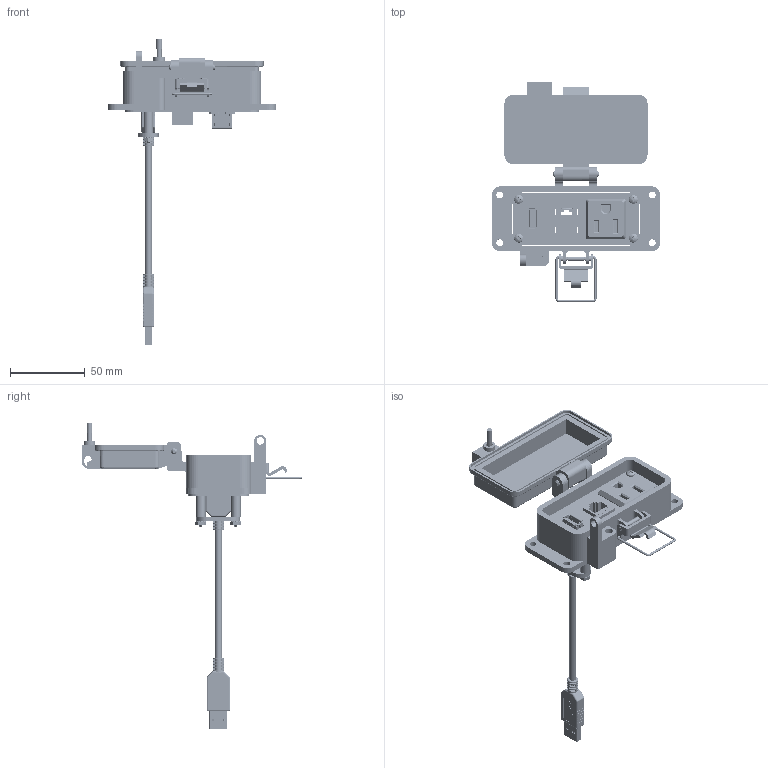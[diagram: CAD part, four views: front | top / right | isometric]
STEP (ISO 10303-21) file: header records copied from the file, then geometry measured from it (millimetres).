
FILE_DESCRIPTION (( 'STEP AP203' ), '1' );
FILE_NAME ('P-P11R2-F3R0-CXXX_3D.STEP', '2021-03-19T13:48:49', ( '' ), ( '' ), 'SwSTEP 2.0', 'SolidWorks 2019', '' );
FILE_SCHEMA (( 'CONFIG_CONTROL_DESIGN' ));
Length unit declared in the file: millimetre
Products named in the file (18): Z-001-SPR_1-1_4; R2; P-P11R2-F3R0-CXXX_TP120_1; P-P11R2-F3R0-CXXX_FP060_1; P-P11R2-F3R0-CXXX_TP060_1; P-P11R2-F3R0-CXXX_3D; Z-H-F3_B; P-P11R2-F3R0-CXXX_BP180_1; Z-300-RJ45CAT5; 92005A124_METRIC PAN HEAD PHILLIPS MACHINE SCREW_92005A124; Z-000-4243316TFP; Z-002-4401_4HN_90675A005; R; Z-020-3047; P11; -F3; Z-000-440112FH_90273A119; Z-200-OTLT-R0SQ
Assembly tree (25 placements, depth 3):
  P-P11R2-F3R0-CXXX_3D
    P-P11R2-F3R0-CXXX_BP180_1
    P-P11R2-F3R0-CXXX_TP060_1
    Z-000-4243316TFP  x3
    P11
      Z-020-3047
    P-P11R2-F3R0-CXXX_TP120_1
    Z-000-440112FH_90273A119  x2
    Z-001-SPR_1-1_4  x2
    Z-002-4401_4HN_90675A005  x2
    P-P11R2-F3R0-CXXX_FP060_1
    R2
      Z-300-RJ45CAT5
    R
      Z-200-OTLT-R0SQ
    -F3
      Z-H-F3_B
    92005A124_METRIC PAN HEAD PHILLIPS MACHINE SCREW_92005A124  x4
Bounding box: 113 x 147.61 x 205.72 mm (x, y, z)
Volume: 104445.2 mm3; surface area: 84111 mm2
Topology: 39 solids, 39 shells, 3574 faces, 10108 edges, 6642 vertices
Faces by surface type: cylinder 1656, plane 1412, bspline 328, cone 154, torus 16, sphere 8
Entity records: 100299 total; most frequent: CARTESIAN_POINT 35488, ORIENTED_EDGE 14272, DIRECTION 11614, EDGE_CURVE 7136, VERTEX_POINT 4695, VECTOR 4260, LINE 4260, AXIS2_PLACEMENT_3D 3677
